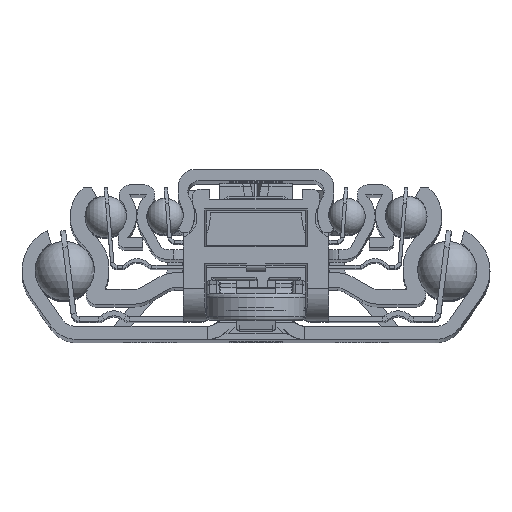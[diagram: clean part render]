
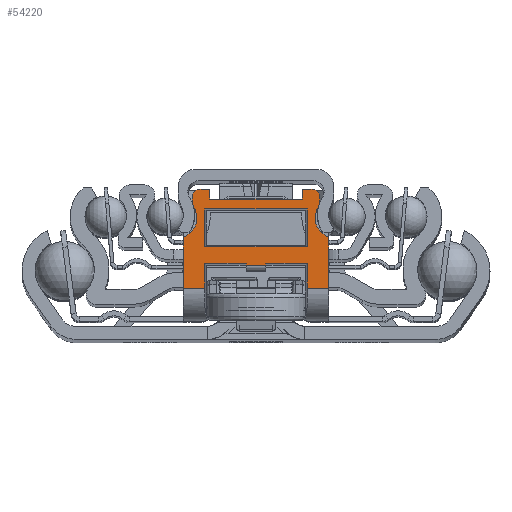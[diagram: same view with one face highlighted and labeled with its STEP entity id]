
A CAD part, top view. The second image highlights one B-rep face of the part: STEP entity #54220.
In plain terms, the highlighted planar face has unit normal (0, 0, 1).
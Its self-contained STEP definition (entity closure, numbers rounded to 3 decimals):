
#52142=DIRECTION('',(-1.,0.,0.));
#52143=VECTOR('',#52142,5.739);
#52144=CARTESIAN_POINT('',(-9.256,7.744,25.));
#52145=LINE('',#52144,#52143);
#52158=DIRECTION('',(-1.,0.,0.));
#52159=VECTOR('',#52158,3.744);
#52160=CARTESIAN_POINT('',(-3.,7.744,25.));
#52161=LINE('',#52160,#52159);
#52168=DIRECTION('',(0.,1.,0.));
#52169=VECTOR('',#52168,3.256);
#52170=CARTESIAN_POINT('',(-3.,-11.,25.));
#52171=LINE('',#52170,#52169);
#52172=DIRECTION('',(0.,1.,0.));
#52173=VECTOR('',#52172,3.256);
#52174=CARTESIAN_POINT('',(-3.,7.744,25.));
#52175=LINE('',#52174,#52173);
#52176=DIRECTION('',(0.,-1.,0.));
#52177=VECTOR('',#52176,3.);
#52178=CARTESIAN_POINT('',(-6.5,1.5,25.));
#52179=LINE('',#52178,#52177);
#52180=DIRECTION('',(0.,1.,0.));
#52181=VECTOR('',#52180,15.489);
#52182=CARTESIAN_POINT('',(-9.256,-7.744,25.));
#52183=LINE('',#52182,#52181);
#52188=DIRECTION('',(1.,0.,0.));
#52189=VECTOR('',#52188,5.739);
#52190=CARTESIAN_POINT('',(-14.994,-7.744,25.));
#52191=LINE('',#52190,#52189);
#52206=DIRECTION('',(1.,0.,0.));
#52207=VECTOR('',#52206,3.744);
#52208=CARTESIAN_POINT('',(-6.744,-7.744,25.));
#52209=LINE('',#52208,#52207);
#52214=DIRECTION('',(0.,-1.,0.));
#52215=VECTOR('',#52214,15.489);
#52216=CARTESIAN_POINT('',(-14.994,7.744,25.));
#52217=LINE('',#52216,#52215);
#52488=DIRECTION('',(1.,0.,0.));
#52489=VECTOR('',#52488,7.754);
#52490=CARTESIAN_POINT('',(-10.754,-11.,25.));
#52491=LINE('',#52490,#52489);
#52505=CARTESIAN_POINT('',(-13.6,-11.95,25.));
#52506=DIRECTION('',(0.,0.,1.));
#52507=DIRECTION('',(0.949,0.317,0.));
#52508=AXIS2_PLACEMENT_3D('',#52505,#52506,#52507);
#52546=DIRECTION('',(1.,0.,0.));
#52547=VECTOR('',#52546,1.14);
#52548=CARTESIAN_POINT('',(-17.,-9.65,25.));
#52549=LINE('',#52548,#52547);
#52563=CARTESIAN_POINT('',(-15.86,-8.65,25.));
#52564=DIRECTION('',(0.,0.,-1.));
#52565=DIRECTION('',(0.565,-0.825,0.));
#52566=AXIS2_PLACEMENT_3D('',#52563,#52564,#52565);
#52653=CARTESIAN_POINT('',(-13.6,11.95,25.));
#52654=DIRECTION('',(0.,0.,1.));
#52655=DIRECTION('',(-0.565,-0.825,0.));
#52656=AXIS2_PLACEMENT_3D('',#52653,#52654,#52655);
#52676=DIRECTION('',(-1.,0.,0.));
#52677=VECTOR('',#52676,7.754);
#52678=CARTESIAN_POINT('',(-3.,11.,25.));
#52679=LINE('',#52678,#52677);
#52689=CARTESIAN_POINT('',(-15.86,8.65,25.));
#52690=DIRECTION('',(0.,0.,-1.));
#52691=DIRECTION('',(0.,1.,0.));
#52692=AXIS2_PLACEMENT_3D('',#52689,#52690,#52691);
#52713=DIRECTION('',(-1.,0.,0.));
#52714=VECTOR('',#52713,1.14);
#52715=CARTESIAN_POINT('',(-15.86,9.65,25.));
#52716=LINE('',#52715,#52714);
#52725=CARTESIAN_POINT('',(-17.,8.65,25.));
#52726=DIRECTION('',(0.,0.,-1.));
#52727=DIRECTION('',(-1.,0.,0.));
#52728=AXIS2_PLACEMENT_3D('',#52725,#52726,#52727);
#52730=DIRECTION('',(0.,-1.,0.));
#52731=VECTOR('',#52730,1.65);
#52732=CARTESIAN_POINT('',(-18.,8.65,25.));
#52733=LINE('',#52732,#52731);
#52738=DIRECTION('',(1.,0.,0.));
#52739=VECTOR('',#52738,1.5);
#52740=CARTESIAN_POINT('',(-18.,7.,25.));
#52741=LINE('',#52740,#52739);
#52746=DIRECTION('',(0.,-1.,0.));
#52747=VECTOR('',#52746,14.);
#52748=CARTESIAN_POINT('',(-16.5,7.,25.));
#52749=LINE('',#52748,#52747);
#52754=DIRECTION('',(-1.,0.,0.));
#52755=VECTOR('',#52754,1.5);
#52756=CARTESIAN_POINT('',(-16.5,-7.,25.));
#52757=LINE('',#52756,#52755);
#52762=DIRECTION('',(0.,-1.,0.));
#52763=VECTOR('',#52762,1.65);
#52764=CARTESIAN_POINT('',(-18.,-7.,25.));
#52765=LINE('',#52764,#52763);
#52774=CARTESIAN_POINT('',(-17.,-8.65,25.));
#52775=DIRECTION('',(0.,0.,-1.));
#52776=DIRECTION('',(0.,-1.,0.));
#52777=AXIS2_PLACEMENT_3D('',#52774,#52775,#52776);
#52922=DIRECTION('',(0.,1.,0.));
#52923=VECTOR('',#52922,6.244);
#52924=CARTESIAN_POINT('',(-6.744,-7.744,25.));
#52925=LINE('',#52924,#52923);
#52930=DIRECTION('',(0.,1.,0.));
#52931=VECTOR('',#52930,6.244);
#52932=CARTESIAN_POINT('',(-6.744,1.5,25.));
#52933=LINE('',#52932,#52931);
#52942=DIRECTION('',(1.,0.,0.));
#52943=VECTOR('',#52942,0.244);
#52944=CARTESIAN_POINT('',(-6.744,-1.5,25.));
#52945=LINE('',#52944,#52943);
#52955=DIRECTION('',(1.,0.,0.));
#52956=VECTOR('',#52955,0.244);
#52957=CARTESIAN_POINT('',(-6.744,1.5,25.));
#52958=LINE('',#52957,#52956);
#53167=CARTESIAN_POINT('',(-6.744,-1.5,25.));
#53168=VERTEX_POINT('',#53167);
#53169=CARTESIAN_POINT('',(-6.744,1.5,25.));
#53170=VERTEX_POINT('',#53169);
#53175=CARTESIAN_POINT('',(-6.5,-1.5,25.));
#53176=VERTEX_POINT('',#53175);
#53179=CARTESIAN_POINT('',(-6.5,1.5,25.));
#53180=VERTEX_POINT('',#53179);
#53195=CARTESIAN_POINT('',(-15.86,9.65,25.));
#53196=CARTESIAN_POINT('',(-17.,9.65,25.));
#53197=VERTEX_POINT('',#53195);
#53198=VERTEX_POINT('',#53196);
#53199=CARTESIAN_POINT('',(-18.,8.65,25.));
#53200=CARTESIAN_POINT('',(-18.,7.,25.));
#53201=VERTEX_POINT('',#53199);
#53202=VERTEX_POINT('',#53200);
#53203=CARTESIAN_POINT('',(-17.,-9.65,25.));
#53204=CARTESIAN_POINT('',(-15.86,-9.65,25.));
#53205=VERTEX_POINT('',#53203);
#53206=VERTEX_POINT('',#53204);
#53207=CARTESIAN_POINT('',(-10.754,-11.,25.));
#53208=CARTESIAN_POINT('',(-15.295,-9.475,25.));
#53209=VERTEX_POINT('',#53207);
#53210=VERTEX_POINT('',#53208);
#53211=CARTESIAN_POINT('',(-15.295,9.475,25.));
#53212=CARTESIAN_POINT('',(-10.754,11.,25.));
#53213=VERTEX_POINT('',#53211);
#53214=VERTEX_POINT('',#53212);
#53215=CARTESIAN_POINT('',(-16.5,7.,25.));
#53216=VERTEX_POINT('',#53215);
#53217=CARTESIAN_POINT('',(-16.5,-7.,25.));
#53218=VERTEX_POINT('',#53217);
#53219=CARTESIAN_POINT('',(-18.,-7.,25.));
#53220=VERTEX_POINT('',#53219);
#53221=CARTESIAN_POINT('',(-18.,-8.65,25.));
#53222=VERTEX_POINT('',#53221);
#53223=CARTESIAN_POINT('',(-9.256,7.744,25.));
#53224=CARTESIAN_POINT('',(-14.994,7.744,25.));
#53225=VERTEX_POINT('',#53223);
#53226=VERTEX_POINT('',#53224);
#53227=CARTESIAN_POINT('',(-14.994,-7.744,25.));
#53228=CARTESIAN_POINT('',(-9.256,-7.744,25.));
#53229=VERTEX_POINT('',#53227);
#53230=VERTEX_POINT('',#53228);
#53235=CARTESIAN_POINT('',(-6.744,-7.744,25.));
#53236=VERTEX_POINT('',#53235);
#53237=CARTESIAN_POINT('',(-6.744,7.744,25.));
#53238=VERTEX_POINT('',#53237);
#53239=CARTESIAN_POINT('',(-3.,-11.,25.));
#53240=CARTESIAN_POINT('',(-3.,-7.744,25.));
#53241=VERTEX_POINT('',#53239);
#53242=VERTEX_POINT('',#53240);
#53243=CARTESIAN_POINT('',(-3.,7.744,25.));
#53244=CARTESIAN_POINT('',(-3.,11.,25.));
#53245=VERTEX_POINT('',#53243);
#53246=VERTEX_POINT('',#53244);
#54157=CARTESIAN_POINT('',(-6.744,7.839,25.));
#54158=DIRECTION('',(0.,0.,-1.));
#54159=DIRECTION('',(-1.,0.,0.));
#54160=AXIS2_PLACEMENT_3D('',#54157,#54158,#54159);
#54161=PLANE('',#54160);
#54163=ORIENTED_EDGE('',*,*,#54162,.F.);
#54165=ORIENTED_EDGE('',*,*,#54164,.F.);
#54167=ORIENTED_EDGE('',*,*,#54166,.T.);
#54169=ORIENTED_EDGE('',*,*,#54168,.T.);
#54171=ORIENTED_EDGE('',*,*,#54170,.F.);
#54173=ORIENTED_EDGE('',*,*,#54172,.T.);
#54175=ORIENTED_EDGE('',*,*,#54174,.F.);
#54177=ORIENTED_EDGE('',*,*,#54176,.F.);
#54179=ORIENTED_EDGE('',*,*,#54178,.F.);
#54181=ORIENTED_EDGE('',*,*,#54180,.F.);
#54183=ORIENTED_EDGE('',*,*,#54182,.F.);
#54185=ORIENTED_EDGE('',*,*,#54184,.T.);
#54187=ORIENTED_EDGE('',*,*,#54186,.F.);
#54189=ORIENTED_EDGE('',*,*,#54188,.T.);
#54191=ORIENTED_EDGE('',*,*,#54190,.T.);
#54193=ORIENTED_EDGE('',*,*,#54192,.F.);
#54195=ORIENTED_EDGE('',*,*,#54194,.F.);
#54196=ORIENTED_EDGE('',*,*,#54150,.T.);
#54198=ORIENTED_EDGE('',*,*,#54197,.F.);
#54200=ORIENTED_EDGE('',*,*,#54199,.T.);
#54202=ORIENTED_EDGE('',*,*,#54201,.T.);
#54204=ORIENTED_EDGE('',*,*,#54203,.F.);
#54206=ORIENTED_EDGE('',*,*,#54205,.F.);
#54208=ORIENTED_EDGE('',*,*,#54207,.T.);
#54209=EDGE_LOOP('',(#54163,#54165,#54167,#54169,#54171,#54173,#54175,#54177,
#54179,#54181,#54183,#54185,#54187,#54189,#54191,#54193,#54195,#54196,#54198,
#54200,#54202,#54204,#54206,#54208));
#54210=FACE_OUTER_BOUND('',#54209,.F.);
#54212=ORIENTED_EDGE('',*,*,#54211,.T.);
#54213=ORIENTED_EDGE('',*,*,#54130,.T.);
#54215=ORIENTED_EDGE('',*,*,#54214,.T.);
#54217=ORIENTED_EDGE('',*,*,#54216,.T.);
#54218=EDGE_LOOP('',(#54212,#54213,#54215,#54217));
#54219=FACE_BOUND('',#54218,.F.);
#54220=ADVANCED_FACE('',(#54210,#54219),#54161,.F.);
#52509=CIRCLE('',#52508,3.);
#52567=CIRCLE('',#52566,1.);
#52657=CIRCLE('',#52656,3.);
#52693=CIRCLE('',#52692,1.);
#52729=CIRCLE('',#52728,1.);
#52778=CIRCLE('',#52777,1.);
#54130=EDGE_CURVE('',#53225,#53226,#52145,.T.);
#54150=EDGE_CURVE('',#53245,#53238,#52161,.T.);
#54162=EDGE_CURVE('',#53241,#53242,#52171,.T.);
#54164=EDGE_CURVE('',#53209,#53241,#52491,.T.);
#54166=EDGE_CURVE('',#53209,#53210,#52509,.T.);
#54168=EDGE_CURVE('',#53210,#53206,#52567,.T.);
#54170=EDGE_CURVE('',#53205,#53206,#52549,.T.);
#54172=EDGE_CURVE('',#53205,#53222,#52778,.T.);
#54174=EDGE_CURVE('',#53220,#53222,#52765,.T.);
#54176=EDGE_CURVE('',#53218,#53220,#52757,.T.);
#54178=EDGE_CURVE('',#53216,#53218,#52749,.T.);
#54180=EDGE_CURVE('',#53202,#53216,#52741,.T.);
#54182=EDGE_CURVE('',#53201,#53202,#52733,.T.);
#54184=EDGE_CURVE('',#53201,#53198,#52729,.T.);
#54186=EDGE_CURVE('',#53197,#53198,#52716,.T.);
#54188=EDGE_CURVE('',#53197,#53213,#52693,.T.);
#54190=EDGE_CURVE('',#53213,#53214,#52657,.T.);
#54192=EDGE_CURVE('',#53246,#53214,#52679,.T.);
#54194=EDGE_CURVE('',#53245,#53246,#52175,.T.);
#54197=EDGE_CURVE('',#53170,#53238,#52933,.T.);
#54199=EDGE_CURVE('',#53170,#53180,#52958,.T.);
#54201=EDGE_CURVE('',#53180,#53176,#52179,.T.);
#54203=EDGE_CURVE('',#53168,#53176,#52945,.T.);
#54205=EDGE_CURVE('',#53236,#53168,#52925,.T.);
#54207=EDGE_CURVE('',#53236,#53242,#52209,.T.);
#54211=EDGE_CURVE('',#53230,#53225,#52183,.T.);
#54214=EDGE_CURVE('',#53226,#53229,#52217,.T.);
#54216=EDGE_CURVE('',#53229,#53230,#52191,.T.);
